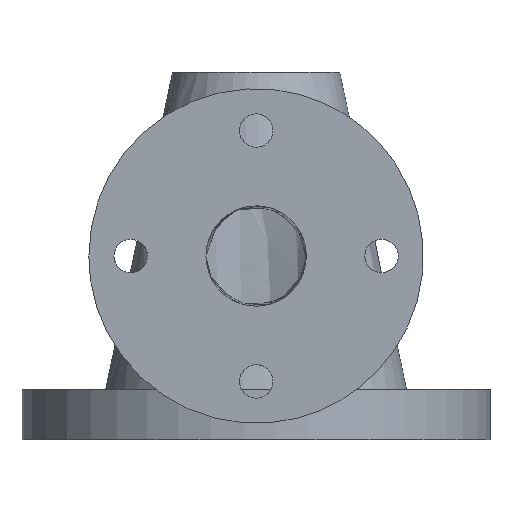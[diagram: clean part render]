
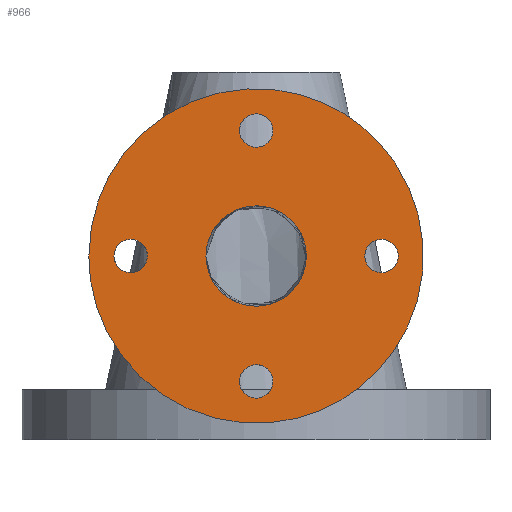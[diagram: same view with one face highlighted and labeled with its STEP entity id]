
A CAD part, front view. The second image highlights one B-rep face of the part: STEP entity #966.
In plain terms, the highlighted free-form (B-spline) face has degree [1, 1] with [2, 2] control points.
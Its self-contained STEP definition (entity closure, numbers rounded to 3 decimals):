
#230 = VERTEX_POINT('',#231);
#231 = CARTESIAN_POINT('',(-59.468,-160.913,
    76.958));
#249 = EDGE_CURVE('',#230,#230,#250,.T.);
#250 = ( BOUNDED_CURVE() B_SPLINE_CURVE(2,(#251,#252,#253,#254,#255,#256
,#257),.UNSPECIFIED.,.T.,.F.) B_SPLINE_CURVE_WITH_KNOTS((3,2,2,3),(
    3.142,5.236,7.33,9.425),
.PIECEWISE_BEZIER_KNOTS.) CURVE() GEOMETRIC_REPRESENTATION_ITEM() 
RATIONAL_B_SPLINE_CURVE((1.,0.5,1.,0.5,1.,0.5,1.)) REPRESENTATION_ITEM(
  '') );
#251 = CARTESIAN_POINT('',(-59.468,-160.913,
    76.958));
#252 = CARTESIAN_POINT('',(-59.468,-160.913,
    89.076));
#253 = CARTESIAN_POINT('',(-48.973,-160.913,
    83.017));
#254 = CARTESIAN_POINT('',(-38.479,-160.913,
    76.958));
#255 = CARTESIAN_POINT('',(-48.973,-160.913,
    70.899));
#256 = CARTESIAN_POINT('',(-59.468,-160.913,
    64.84));
#257 = CARTESIAN_POINT('',(-59.468,-160.913,
    76.958));
#282 = VERTEX_POINT('',#283);
#283 = CARTESIAN_POINT('',(45.475,-160.913,
    76.958));
#301 = EDGE_CURVE('',#282,#282,#302,.T.);
#302 = ( BOUNDED_CURVE() B_SPLINE_CURVE(2,(#303,#304,#305,#306,#307,#308
,#309),.UNSPECIFIED.,.T.,.F.) B_SPLINE_CURVE_WITH_KNOTS((3,2,2,3),(
    3.142,5.236,7.33,9.425),
.PIECEWISE_BEZIER_KNOTS.) CURVE() GEOMETRIC_REPRESENTATION_ITEM() 
RATIONAL_B_SPLINE_CURVE((1.,0.5,1.,0.5,1.,0.5,1.)) REPRESENTATION_ITEM(
  '') );
#303 = CARTESIAN_POINT('',(45.475,-160.913,
    76.958));
#304 = CARTESIAN_POINT('',(45.475,-160.913,
    89.076));
#305 = CARTESIAN_POINT('',(55.97,-160.913,
    83.017));
#306 = CARTESIAN_POINT('',(66.464,-160.913,
    76.958));
#307 = CARTESIAN_POINT('',(55.97,-160.913,
    70.899));
#308 = CARTESIAN_POINT('',(45.475,-160.913,
    64.84));
#309 = CARTESIAN_POINT('',(45.475,-160.913,
    76.958));
#334 = VERTEX_POINT('',#335);
#335 = CARTESIAN_POINT('',(-6.996,-160.913,
    129.43));
#353 = EDGE_CURVE('',#334,#334,#354,.T.);
#354 = ( BOUNDED_CURVE() B_SPLINE_CURVE(2,(#355,#356,#357,#358,#359,#360
,#361),.UNSPECIFIED.,.T.,.F.) B_SPLINE_CURVE_WITH_KNOTS((3,2,2,3),(
    3.142,5.236,7.33,9.425),
.PIECEWISE_BEZIER_KNOTS.) CURVE() GEOMETRIC_REPRESENTATION_ITEM() 
RATIONAL_B_SPLINE_CURVE((1.,0.5,1.,0.5,1.,0.5,1.)) REPRESENTATION_ITEM(
  '') );
#355 = CARTESIAN_POINT('',(-6.996,-160.913,
    129.43));
#356 = CARTESIAN_POINT('',(-6.996,-160.913,
    141.548));
#357 = CARTESIAN_POINT('',(3.498,-160.913,
    135.489));
#358 = CARTESIAN_POINT('',(13.992,-160.913,
    129.43));
#359 = CARTESIAN_POINT('',(3.498,-160.913,
    123.371));
#360 = CARTESIAN_POINT('',(-6.996,-160.913,
    117.312));
#361 = CARTESIAN_POINT('',(-6.996,-160.913,
    129.43));
#386 = VERTEX_POINT('',#387);
#387 = CARTESIAN_POINT('',(-6.996,-160.913,
    24.487));
#405 = EDGE_CURVE('',#386,#386,#406,.T.);
#406 = ( BOUNDED_CURVE() B_SPLINE_CURVE(2,(#407,#408,#409,#410,#411,#412
,#413),.UNSPECIFIED.,.T.,.F.) B_SPLINE_CURVE_WITH_KNOTS((3,2,2,3),(
    3.142,5.236,7.33,9.425),
.PIECEWISE_BEZIER_KNOTS.) CURVE() GEOMETRIC_REPRESENTATION_ITEM() 
RATIONAL_B_SPLINE_CURVE((1.,0.5,1.,0.5,1.,0.5,1.)) REPRESENTATION_ITEM(
  '') );
#407 = CARTESIAN_POINT('',(-6.996,-160.913,
    24.487));
#408 = CARTESIAN_POINT('',(-6.996,-160.913,
    36.605));
#409 = CARTESIAN_POINT('',(3.498,-160.913,
    30.546));
#410 = CARTESIAN_POINT('',(13.992,-160.913,
    24.487));
#411 = CARTESIAN_POINT('',(3.498,-160.913,
    18.428));
#412 = CARTESIAN_POINT('',(-6.996,-160.913,
    12.369));
#413 = CARTESIAN_POINT('',(-6.996,-160.913,
    24.487));
#572 = VERTEX_POINT('',#573);
#573 = CARTESIAN_POINT('',(-20.989,-160.913,
    76.958));
#578 = EDGE_CURVE('',#572,#572,#579,.T.);
#579 = ( BOUNDED_CURVE() B_SPLINE_CURVE(2,(#580,#581,#582,#583,#584,#585
,#586),.UNSPECIFIED.,.T.,.F.) B_SPLINE_CURVE_WITH_KNOTS((3,2,2,3),(
    3.142,5.236,7.33,9.425),
.PIECEWISE_BEZIER_KNOTS.) CURVE() GEOMETRIC_REPRESENTATION_ITEM() 
RATIONAL_B_SPLINE_CURVE((1.,0.5,1.,0.5,1.,0.5,1.)) REPRESENTATION_ITEM(
  '') );
#580 = CARTESIAN_POINT('',(-20.989,-160.913,
    76.958));
#581 = CARTESIAN_POINT('',(-20.989,-160.913,
    40.605));
#582 = CARTESIAN_POINT('',(10.494,-160.913,
    58.782));
#583 = CARTESIAN_POINT('',(41.977,-160.913,
    76.958));
#584 = CARTESIAN_POINT('',(10.494,-160.913,
    95.135));
#585 = CARTESIAN_POINT('',(-20.989,-160.913,
    113.312));
#586 = CARTESIAN_POINT('',(-20.989,-160.913,
    76.958));
#907 = VERTEX_POINT('',#908);
#908 = CARTESIAN_POINT('',(-69.962,-160.913,
    76.958));
#913 = EDGE_CURVE('',#907,#907,#914,.T.);
#914 = ( BOUNDED_CURVE() B_SPLINE_CURVE(2,(#915,#916,#917,#918,#919,#920
,#921),.UNSPECIFIED.,.T.,.F.) B_SPLINE_CURVE_WITH_KNOTS((3,2,2,3),(
    3.142,5.236,7.33,9.425),
.PIECEWISE_BEZIER_KNOTS.) CURVE() GEOMETRIC_REPRESENTATION_ITEM() 
RATIONAL_B_SPLINE_CURVE((1.,0.5,1.,0.5,1.,0.5,1.)) REPRESENTATION_ITEM(
  '') );
#915 = CARTESIAN_POINT('',(-69.962,-160.913,
    76.958));
#916 = CARTESIAN_POINT('',(-69.962,-160.913,
    198.136));
#917 = CARTESIAN_POINT('',(34.981,-160.913,
    137.547));
#918 = CARTESIAN_POINT('',(139.924,-160.913,
    76.958));
#919 = CARTESIAN_POINT('',(34.981,-160.913,
    16.369));
#920 = CARTESIAN_POINT('',(-69.962,-160.913,-44.22
    ));
#921 = CARTESIAN_POINT('',(-69.962,-160.913,
    76.958));
#966 = ADVANCED_FACE('',(#967,#970,#973,#976,#979,#982),#985,.F.);
#967 = FACE_BOUND('',#968,.T.);
#968 = EDGE_LOOP('',(#969));
#969 = ORIENTED_EDGE('',*,*,#913,.F.);
#970 = FACE_BOUND('',#971,.T.);
#971 = EDGE_LOOP('',(#972));
#972 = ORIENTED_EDGE('',*,*,#249,.T.);
#973 = FACE_BOUND('',#974,.T.);
#974 = EDGE_LOOP('',(#975));
#975 = ORIENTED_EDGE('',*,*,#301,.T.);
#976 = FACE_BOUND('',#977,.T.);
#977 = EDGE_LOOP('',(#978));
#978 = ORIENTED_EDGE('',*,*,#353,.T.);
#979 = FACE_BOUND('',#980,.T.);
#980 = EDGE_LOOP('',(#981));
#981 = ORIENTED_EDGE('',*,*,#405,.T.);
#982 = FACE_BOUND('',#983,.T.);
#983 = EDGE_LOOP('',(#984));
#984 = ORIENTED_EDGE('',*,*,#578,.F.);
#985 = B_SPLINE_SURFACE_WITH_KNOTS('',1,1,(
    (#986,#987)
    ,(#988,#989
    )),.UNSPECIFIED.,.F.,.F.,.F.,(2,2),(2,2),(-50.,50.),(-50.,50.),
  .PIECEWISE_BEZIER_KNOTS.);
#986 = CARTESIAN_POINT('',(-69.962,-160.913,
    146.92));
#987 = CARTESIAN_POINT('',(-69.962,-160.913,6.996
    ));
#988 = CARTESIAN_POINT('',(69.962,-160.913,
    146.92));
#989 = CARTESIAN_POINT('',(69.962,-160.913,6.996
    ));
